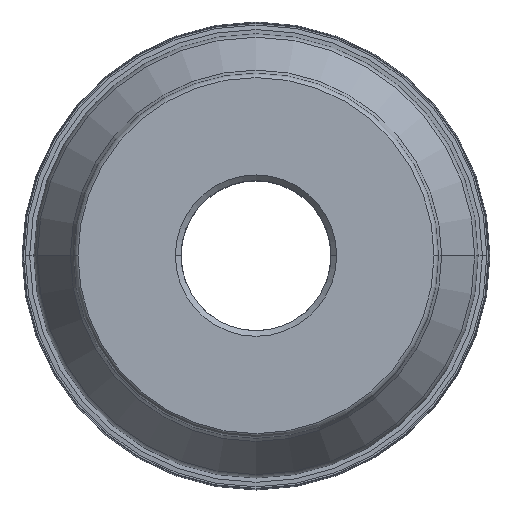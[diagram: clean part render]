
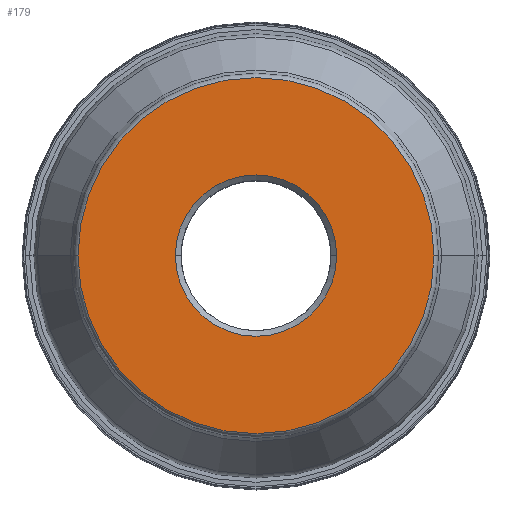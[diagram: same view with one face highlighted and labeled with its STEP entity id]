
A CAD part, top view. The second image highlights one B-rep face of the part: STEP entity #179.
In plain terms, the highlighted planar face has unit normal (0, 0, 1).
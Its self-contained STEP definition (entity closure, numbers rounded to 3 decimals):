
#60=PLANE('',#1640);
#66=FACE_BOUND('',#371,.T.);
#67=FACE_BOUND('',#372,.T.);
#179=ADVANCED_FACE('',(#66,#67),#60,.T.);
#371=EDGE_LOOP('',(#779,#780,#781,#782));
#372=EDGE_LOOP('',(#783,#784,#785,#786));
#476=CIRCLE('',#1629,38.054);
#477=CIRCLE('',#1630,38.054);
#479=CIRCLE('',#1633,38.054);
#480=CIRCLE('',#1634,38.054);
#481=CIRCLE('',#1636,17.235);
#482=CIRCLE('',#1637,17.235);
#483=CIRCLE('',#1638,17.235);
#484=CIRCLE('',#1639,17.235);
#779=ORIENTED_EDGE('',*,*,#1222,.T.);
#780=ORIENTED_EDGE('',*,*,#1226,.T.);
#781=ORIENTED_EDGE('',*,*,#1225,.F.);
#782=ORIENTED_EDGE('',*,*,#1223,.F.);
#783=ORIENTED_EDGE('',*,*,#1227,.T.);
#784=ORIENTED_EDGE('',*,*,#1228,.T.);
#785=ORIENTED_EDGE('',*,*,#1229,.T.);
#786=ORIENTED_EDGE('',*,*,#1230,.T.);
#1045=VERTEX_POINT('',#2551);
#1046=VERTEX_POINT('',#2553);
#1047=VERTEX_POINT('',#2555);
#1048=VERTEX_POINT('',#2559);
#1049=VERTEX_POINT('',#2563);
#1050=VERTEX_POINT('',#2564);
#1051=VERTEX_POINT('',#2566);
#1052=VERTEX_POINT('',#2568);
#1222=EDGE_CURVE('',#1046,#1045,#476,.T.);
#1223=EDGE_CURVE('',#1046,#1047,#477,.T.);
#1225=EDGE_CURVE('',#1047,#1048,#479,.T.);
#1226=EDGE_CURVE('',#1045,#1048,#480,.T.);
#1227=EDGE_CURVE('',#1049,#1050,#481,.T.);
#1228=EDGE_CURVE('',#1050,#1051,#482,.T.);
#1229=EDGE_CURVE('',#1051,#1052,#483,.T.);
#1230=EDGE_CURVE('',#1052,#1049,#484,.T.);
#1629=AXIS2_PLACEMENT_3D('',#2552,#2052,#2053);
#1630=AXIS2_PLACEMENT_3D('',#2554,#2054,#2055);
#1633=AXIS2_PLACEMENT_3D('',#2558,#2060,#2061);
#1634=AXIS2_PLACEMENT_3D('',#2560,#2062,#2063);
#1636=AXIS2_PLACEMENT_3D('',#2562,#2066,#2067);
#1637=AXIS2_PLACEMENT_3D('',#2565,#2068,#2069);
#1638=AXIS2_PLACEMENT_3D('',#2567,#2070,#2071);
#1639=AXIS2_PLACEMENT_3D('',#2569,#2072,#2073);
#1640=AXIS2_PLACEMENT_3D('',#2570,#2074,#2075);
#2052=DIRECTION('',(0.,0.,1.));
#2053=DIRECTION('',(1.,0.,0.));
#2054=DIRECTION('',(0.,0.,-1.));
#2055=DIRECTION('',(-1.,0.,0.));
#2060=DIRECTION('',(0.,0.,-1.));
#2061=DIRECTION('',(-1.,0.,0.));
#2062=DIRECTION('',(0.,0.,1.));
#2063=DIRECTION('',(1.,0.,0.));
#2066=DIRECTION('',(0.,0.,-1.));
#2067=DIRECTION('',(0.,1.,0.));
#2068=DIRECTION('',(0.,0.,-1.));
#2069=DIRECTION('',(1.,0.,0.));
#2070=DIRECTION('',(0.,0.,-1.));
#2071=DIRECTION('',(0.,-1.,0.));
#2072=DIRECTION('',(0.,0.,-1.));
#2073=DIRECTION('',(-1.,0.,0.));
#2074=DIRECTION('',(0.,0.,1.));
#2075=DIRECTION('',(0.,1.,0.));
#2551=CARTESIAN_POINT('',(38.054,0.,0.));
#2552=CARTESIAN_POINT('',(0.,0.,0.));
#2553=CARTESIAN_POINT('',(38.054,-0.021,0.));
#2554=CARTESIAN_POINT('',(0.,0.,0.));
#2555=CARTESIAN_POINT('',(-38.054,0.,0.));
#2558=CARTESIAN_POINT('',(0.,0.,0.));
#2559=CARTESIAN_POINT('',(-38.054,0.021,0.));
#2560=CARTESIAN_POINT('',(0.,0.,0.));
#2562=CARTESIAN_POINT('',(0.,0.,0.));
#2563=CARTESIAN_POINT('',(0.,17.235,0.));
#2564=CARTESIAN_POINT('',(17.235,0.,0.));
#2565=CARTESIAN_POINT('',(0.,0.,0.));
#2566=CARTESIAN_POINT('',(0.,-17.235,0.));
#2567=CARTESIAN_POINT('',(0.,0.,0.));
#2568=CARTESIAN_POINT('',(-17.235,0.,0.));
#2569=CARTESIAN_POINT('',(0.,0.,0.));
#2570=CARTESIAN_POINT('',(0.,0.,0.));
